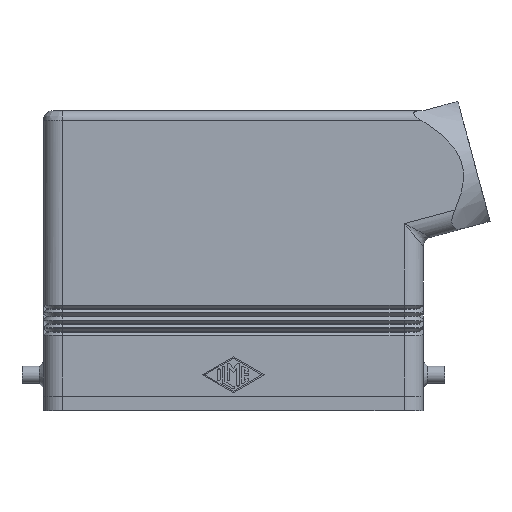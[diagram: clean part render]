
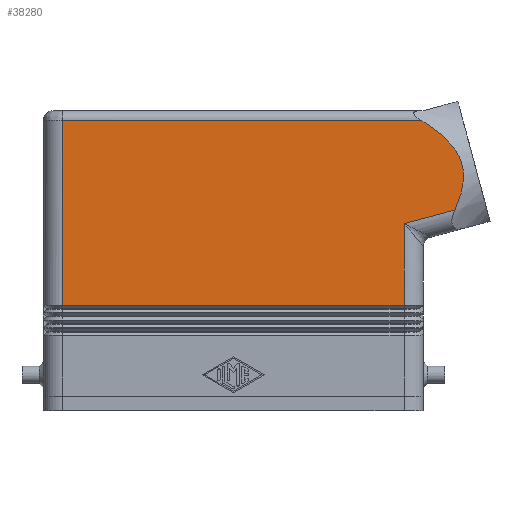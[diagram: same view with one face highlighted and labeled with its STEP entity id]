
A CAD part, front view. The second image highlights one B-rep face of the part: STEP entity #38280.
In plain terms, the highlighted planar face has unit normal (0, -1, 0).
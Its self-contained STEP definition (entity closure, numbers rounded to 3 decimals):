
#28410=CARTESIAN_POINT('',(45.294,0.,50.931));
#28420=DIRECTION('',(-0.966,0.,-0.259));
#28430=DIRECTION('',(-0.259,0.,0.966));
#28440=AXIS2_PLACEMENT_3D('',#28410,#28420,#28430);
#28450=CONICAL_SURFACE('',#28440,16.381,0.559);
#28720=CARTESIAN_POINT('',(39.281,-14.7,60.8));
#28730=VERTEX_POINT('',#28720);
#29650=CARTESIAN_POINT('',(46.355,-14.7,42.001));
#29660=VERTEX_POINT('',#29650);
#29690=CARTESIAN_POINT('',(35.75,-14.7,8.8));
#29700=DIRECTION('',(0.,-1.,0.));
#29710=DIRECTION('',(0.,0.,-1.));
#29720=AXIS2_PLACEMENT_3D('',#29690,#29700,#29710);
#29730=PLANE('',#29720);
#29740=CARTESIAN_POINT('',(46.355,-14.7,
42.001));
#29750=CARTESIAN_POINT('',(46.75,-14.7,
42.861));
#29760=CARTESIAN_POINT('',(47.113,-14.7,43.75));
#29770=CARTESIAN_POINT('',(47.412,-14.7,44.657));
#29780=CARTESIAN_POINT('',(47.711,-14.7,45.564));
#29790=CARTESIAN_POINT('',(47.948,-14.7,46.49));
#29800=CARTESIAN_POINT('',(48.085,-14.7,47.428));
#29810=CARTESIAN_POINT('',(48.222,-14.7,48.364));
#29820=CARTESIAN_POINT('',(48.258,-14.7,
49.326));
#29830=CARTESIAN_POINT('',(48.148,-14.7,
50.279));
#29840=CARTESIAN_POINT('',(48.038,-14.7,
51.233));
#29850=CARTESIAN_POINT('',(47.786,-14.7,
52.15));
#29860=CARTESIAN_POINT('',(47.395,-14.7,
53.023));
#29870=CARTESIAN_POINT('',(46.611,-14.7,
54.776));
#29880=CARTESIAN_POINT('',(45.334,-14.7,56.238));
#29890=CARTESIAN_POINT('',(43.911,-14.7,57.494));
#29900=CARTESIAN_POINT('',(43.196,-14.7,58.125));
#29910=CARTESIAN_POINT('',(42.442,-14.7,58.705));
#29920=CARTESIAN_POINT('',(41.668,-14.7,59.251));
#29930=CARTESIAN_POINT('',(40.893,-14.7,59.797));
#29940=CARTESIAN_POINT('',(40.095,-14.7,60.31));
#29950=CARTESIAN_POINT('',(39.281,-14.7,60.8));
#29960=B_SPLINE_CURVE_WITH_KNOTS('',3,(#29740,#29750,#29760,#29770,
#29780,#29790,#29800,#29810,#29820,#29830,#29840,#29850,#29860,#29870,
#29880,#29890,#29900,#29910,#29920,#29930,#29940,#29950),.UNSPECIFIED.,
.F.,.F.,(4,3,3,3,3,3,3,4),(0.,2.86,5.716,
8.575,11.431,17.143,19.993,
22.84),.UNSPECIFIED.);
#29970=SURFACE_CURVE('',#29960,(#29730,#28450),.CURVE_3D.);
#29980=EDGE_CURVE('',#29660,#28730,#29970,.T.);
#36800=CARTESIAN_POINT('',(35.75,-14.7,22.05));
#36810=VERTEX_POINT('',#36800);
#36840=CARTESIAN_POINT('',(35.75,-14.7,22.05));
#36850=DIRECTION('',(0.,0.,1.));
#36860=VECTOR('',#36850,8.309);
#36870=LINE('',#36840,#36860);
#36880=CARTESIAN_POINT('',(35.75,-14.7,39.159));
#36890=VERTEX_POINT('',#36880);
#36900=EDGE_CURVE('',#36810,#36890,#36870,.T.);
#37910=CARTESIAN_POINT('',(35.75,-14.7,0.));
#37920=DIRECTION('',(0.,-1.,0.));
#37930=DIRECTION('',(0.,0.,-1.));
#37940=AXIS2_PLACEMENT_3D('',#37910,#37920,#37930);
#37950=PLANE('',#37940);
#37960=ORIENTED_EDGE('',*,*,#36900,.T.);
#37970=CARTESIAN_POINT('',(35.75,-14.7,22.05));
#37980=DIRECTION('',(-1.,0.,0.));
#37990=VECTOR('',#37980,71.5);
#38000=LINE('',#37970,#37990);
#38010=CARTESIAN_POINT('',(-35.75,-14.7,22.05));
#38020=VERTEX_POINT('',#38010);
#38030=EDGE_CURVE('',#36810,#38020,#38000,.T.);
#38040=ORIENTED_EDGE('',*,*,#38030,.F.);
#38050=CARTESIAN_POINT('',(-35.75,-14.7,22.05));
#38060=DIRECTION('',(0.,0.,1.));
#38070=VECTOR('',#38060,29.95);
#38080=LINE('',#38050,#38070);
#38090=CARTESIAN_POINT('',(-35.75,-14.7,60.8));
#38100=VERTEX_POINT('',#38090);
#38110=EDGE_CURVE('',#38020,#38100,#38080,.T.);
#38120=ORIENTED_EDGE('',*,*,#38110,.F.);
#38130=CARTESIAN_POINT('',(0.,-14.7,60.8));
#38140=DIRECTION('',(1.,0.,0.));
#38150=VECTOR('',#38140,1.);
#38160=LINE('',#38130,#38150);
#38170=EDGE_CURVE('',#38100,#28730,#38160,.T.);
#38180=ORIENTED_EDGE('',*,*,#38170,.F.);
#38190=ORIENTED_EDGE('',*,*,#29980,.T.);
#38200=CARTESIAN_POINT('',(38.572,-14.7,39.915));
#38210=DIRECTION('',(0.966,0.,0.259));
#38220=VECTOR('',#38210,1.);
#38230=LINE('',#38200,#38220);
#38240=EDGE_CURVE('',#36890,#29660,#38230,.T.);
#38250=ORIENTED_EDGE('',*,*,#38240,.T.);
#38260=EDGE_LOOP('',(#38250,#38190,#38180,#38120,#38040,#37960));
#38270=FACE_OUTER_BOUND('',#38260,.T.);
#38280=ADVANCED_FACE('',(#38270),#37950,.T.);
